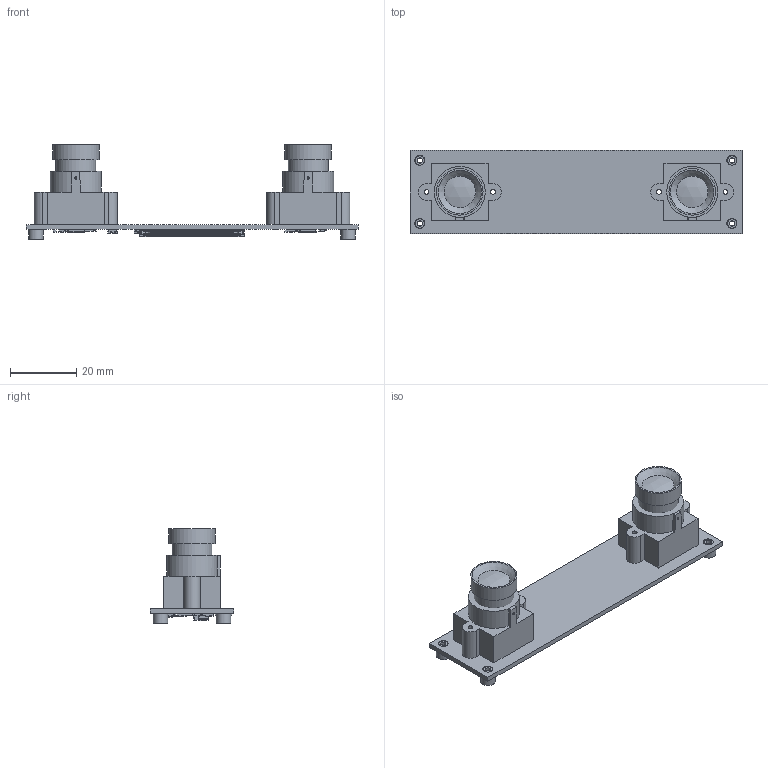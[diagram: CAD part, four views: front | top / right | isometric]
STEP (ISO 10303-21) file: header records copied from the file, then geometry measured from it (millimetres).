
FILE_DESCRIPTION(('KiCad electronic assembly'),'2;1');
FILE_NAME('ov5640-dual-camera-board.step','2026-02-10T21:52:47',( 'Pcbnew'),('Kicad'),'Open CASCADE STEP processor 7.8', 'KiCad to STEP converter','Unknown');
FILE_SCHEMA(('AUTOMOTIVE_DESIGN { 1 0 10303 214 1 1 1 1 }'));
Length unit declared in the file: millimetre
Products named in the file (18): ov5640-dual-camera-board 1; Assembled_Lens; Holder v3; LENS v2; 0603-cap; 0402-res; TXC_7B; 0402-cap; 9774030243R; 0805-res; WE_68715014522; 6871xx14522_PIN; 6871xx14522_Patte; 6871xx14522_Patte_2; 68715014522_CAP; 68715014522; sot23-5; ov5640-dual-camera-board_PCB
Assembly tree (137 placements, depth 3):
  ov5640-dual-camera-board 1
    Assembled_Lens  x2
      Holder v3
      LENS v2
    0603-cap  x10
    0402-res  x15
    TXC_7B  x2
    0402-cap  x40
    9774030243R  x4
    0805-res  x4
    WE_68715014522
      6871xx14522_PIN  x50
      6871xx14522_Patte
      6871xx14522_Patte_2
      68715014522_CAP
      68715014522
    sot23-5  x2
    ov5640-dual-camera-board_PCB
Bounding box: 100 x 25 x 28.55 mm (x, y, z)
Volume: 10378.6 mm3; surface area: 14252.2 mm2
Topology: 144 solids, 144 shells, 4870 faces, 12866 edges, 7838 vertices
Faces by surface type: plane 3487, cylinder 977, sphere 322, bspline 80, cone 4
Full cylindrical faces by diameter (mm): 0.7 x2, 1.4 x4, 1.5 x4, 1.567 x4, 2.8 x4, 3 x4, 4.35 x4, 5.6 x2, 11.459 x2, 12 x2, 14 x2, 15.35 x2
Entity records: 55602 total; most frequent: CARTESIAN_POINT 8539, ORIENTED_EDGE 8366, DIRECTION 7360, EDGE_CURVE 4183, LINE 3914, VECTOR 3914, VERTEX_POINT 2700, AXIS2_PLACEMENT_3D 1723
